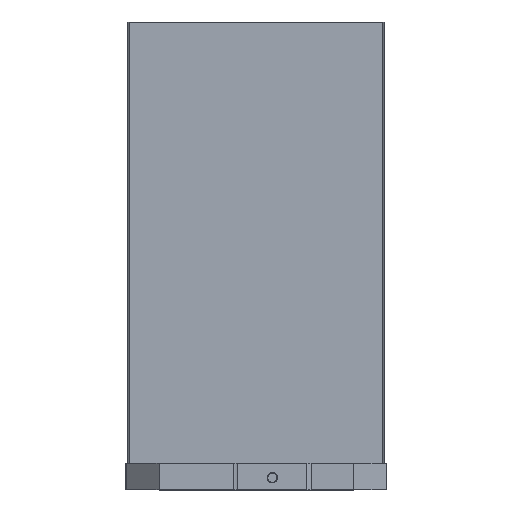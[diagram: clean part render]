
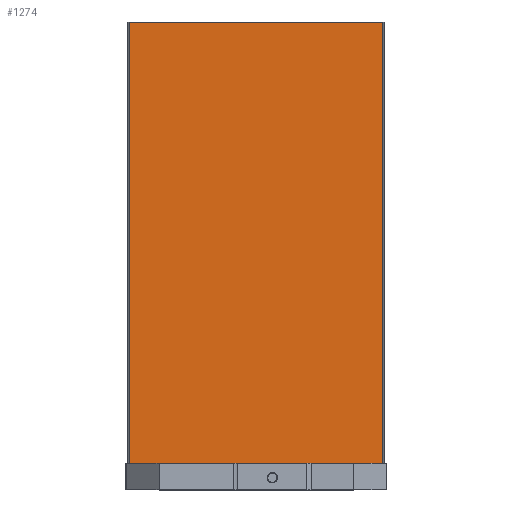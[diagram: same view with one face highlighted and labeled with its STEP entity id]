
A CAD part, top view. The second image highlights one B-rep face of the part: STEP entity #1274.
In plain terms, the highlighted planar face has unit normal (0, 0, 1).
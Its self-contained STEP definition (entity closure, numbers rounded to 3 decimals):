
#80=LINE('',#1929,#138);
#112=LINE('',#2176,#170);
#114=LINE('',#2180,#172);
#115=LINE('',#2182,#173);
#138=VECTOR('',#1521,1000.);
#170=VECTOR('',#1831,1000.);
#172=VECTOR('',#1835,1000.);
#173=VECTOR('',#1836,1000.);
#439=ORIENTED_EDGE('',*,*,#499,.T.);
#440=ORIENTED_EDGE('',*,*,#595,.F.);
#441=ORIENTED_EDGE('',*,*,#596,.F.);
#442=ORIENTED_EDGE('',*,*,#593,.T.);
#499=EDGE_CURVE('',#636,#640,#80,.T.);
#593=EDGE_CURVE('',#717,#636,#112,.T.);
#595=EDGE_CURVE('',#718,#640,#114,.T.);
#596=EDGE_CURVE('',#717,#718,#115,.T.);
#636=VERTEX_POINT('',#1920);
#640=VERTEX_POINT('',#1928);
#717=VERTEX_POINT('',#2177);
#718=VERTEX_POINT('',#2181);
#975=EDGE_LOOP('',(#439,#440,#441,#442));
#1151=FACE_BOUND('',#975,.T.);
#1191=PLANE('',#1453);
#1274=ADVANCED_FACE('',(#1151),#1191,.F.);
#1453=AXIS2_PLACEMENT_3D('',#2179,#1833,#1834);
#1521=DIRECTION('',(1.,0.,0.));
#1831=DIRECTION('',(0.,-1.,0.));
#1833=DIRECTION('',(0.,0.,-1.));
#1834=DIRECTION('',(-1.,0.,0.));
#1835=DIRECTION('',(0.,-1.,0.));
#1836=DIRECTION('',(1.,0.,0.));
#1920=CARTESIAN_POINT('',(-193.774,40.,85.));
#1928=CARTESIAN_POINT('',(193.774,40.,85.));
#1929=CARTESIAN_POINT('',(-193.774,40.,85.));
#2176=CARTESIAN_POINT('',(-193.774,714.,85.));
#2177=CARTESIAN_POINT('',(-193.774,714.,85.));
#2179=CARTESIAN_POINT('',(-193.774,714.,85.));
#2180=CARTESIAN_POINT('',(193.774,714.,85.));
#2181=CARTESIAN_POINT('',(193.774,714.,85.));
#2182=CARTESIAN_POINT('',(-193.774,714.,85.));
